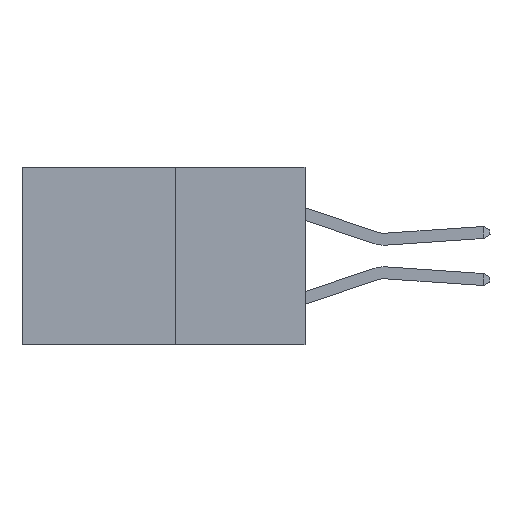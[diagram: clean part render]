
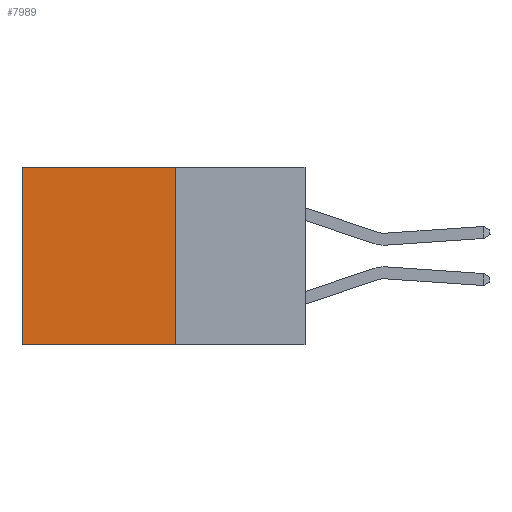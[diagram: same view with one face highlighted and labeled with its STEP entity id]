
A CAD part, left-side view. The second image highlights one B-rep face of the part: STEP entity #7989.
In plain terms, the highlighted planar face has unit normal (-1, 0, 0).
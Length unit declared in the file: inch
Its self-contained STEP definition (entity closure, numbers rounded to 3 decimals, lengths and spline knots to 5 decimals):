
#452 = DIRECTION ( 'NONE',  ( 0., 1., 0. ) ) ;
#633 = CARTESIAN_POINT ( 'NONE',  ( 0.277, 0.27, -0.37 ) ) ;
#1003 = CARTESIAN_POINT ( 'NONE',  ( 0.277, 0.27, -0.37 ) ) ;
#1050 = EDGE_LOOP ( 'NONE', ( #5951, #10213, #1380, #1574 ) ) ;
#1380 = ORIENTED_EDGE ( 'NONE', *, *, #8012, .F. ) ;
#1574 = ORIENTED_EDGE ( 'NONE', *, *, #7190, .T. ) ;
#2060 = VERTEX_POINT ( 'NONE', #9821 ) ;
#2303 = DIRECTION ( 'NONE',  ( 0., 0., -1. ) ) ;
#2484 = EDGE_CURVE ( 'NONE', #6613, #8697, #9922, .T. ) ;
#3127 = DIRECTION ( 'NONE',  ( 0., 0., -1. ) ) ;
#3271 = VECTOR ( 'NONE', #452, 39.37008 ) ;
#3613 = CARTESIAN_POINT ( 'NONE',  ( 0.277, 0.59, 0. ) ) ;
#4180 = VECTOR ( 'NONE', #3127, 39.37008 ) ;
#4739 = CARTESIAN_POINT ( 'NONE',  ( 0.277, 0.27, -0.37 ) ) ;
#4798 = CARTESIAN_POINT ( 'NONE',  ( 0.277, 0.27, -0.37 ) ) ;
#5951 = ORIENTED_EDGE ( 'NONE', *, *, #2484, .T. ) ;
#6082 = DIRECTION ( 'NONE',  ( 0., 0., -1. ) ) ;
#6126 = CARTESIAN_POINT ( 'NONE',  ( 0.277, 0.59, -0.37 ) ) ;
#6381 = PLANE ( 'NONE',  #10285 ) ;
#6613 = VERTEX_POINT ( 'NONE', #3613 ) ;
#7190 = EDGE_CURVE ( 'NONE', #2060, #6613, #9820, .T. ) ;
#7228 = DIRECTION ( 'NONE',  ( 1., 0., 0. ) ) ;
#7622 = DIRECTION ( 'NONE',  ( 0., 1., 0. ) ) ;
#7775 = VECTOR ( 'NONE', #6082, 39.37008 ) ;
#7912 = VECTOR ( 'NONE', #7622, 39.37008 ) ;
#7989 = ADVANCED_FACE ( 'NONE', ( #8793 ), #6381, .F. ) ;
#8012 = EDGE_CURVE ( 'NONE', #2060, #8684, #10684, .T. ) ;
#8117 = CARTESIAN_POINT ( 'NONE',  ( 0.277, 0.59, -0.37 ) ) ;
#8283 = EDGE_CURVE ( 'NONE', #8684, #8697, #10062, .T. ) ;
#8684 = VERTEX_POINT ( 'NONE', #4798 ) ;
#8697 = VERTEX_POINT ( 'NONE', #8117 ) ;
#8793 = FACE_OUTER_BOUND ( 'NONE', #1050, .T. ) ;
#9820 = LINE ( 'NONE', #10342, #3271 ) ;
#9821 = CARTESIAN_POINT ( 'NONE',  ( 0.277, 0.27, 0. ) ) ;
#9922 = LINE ( 'NONE', #6126, #7775 ) ;
#10062 = LINE ( 'NONE', #1003, #7912 ) ;
#10213 = ORIENTED_EDGE ( 'NONE', *, *, #8283, .F. ) ;
#10285 = AXIS2_PLACEMENT_3D ( 'NONE', #4739, #7228, #2303 ) ;
#10342 = CARTESIAN_POINT ( 'NONE',  ( 0.277, 0.27, 0. ) ) ;
#10684 = LINE ( 'NONE', #633, #4180 ) ;
